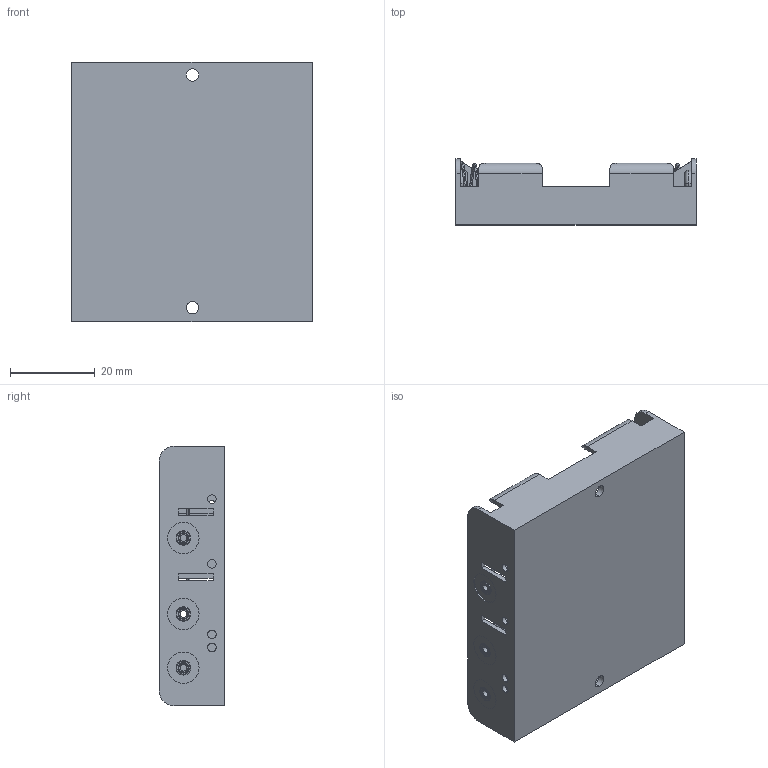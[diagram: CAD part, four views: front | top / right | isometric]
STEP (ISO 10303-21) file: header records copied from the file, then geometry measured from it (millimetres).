
FILE_DESCRIPTION (( 'STEP AP214' ), '1' );
FILE_NAME ('BC4AAB.STEP', '2019-12-04T03:42:51', ( '' ), ( '' ), 'SwSTEP 2.0', 'SolidWorks 2016', '' );
FILE_SCHEMA (( 'AUTOMOTIVE_DESIGN' ));
Length unit declared in the file: millimetre
Products named in the file (1): BC4AAB
Bounding box: 56.8 x 15.5 x 61.3 mm (x, y, z)
Volume: 10360.3 mm3; surface area: 17786 mm2
Topology: 11 solids, 11 shells, 528 faces, 1249 edges, 803 vertices
Faces by surface type: plane 248, cylinder 184, torus 72, bspline 24
Entity records: 22507 total; most frequent: CARTESIAN_POINT 9881, DIRECTION 2689, ORIENTED_EDGE 2498, EDGE_CURVE 1249, AXIS2_PLACEMENT_3D 1007, VERTEX_POINT 803, LINE 675, VECTOR 675
